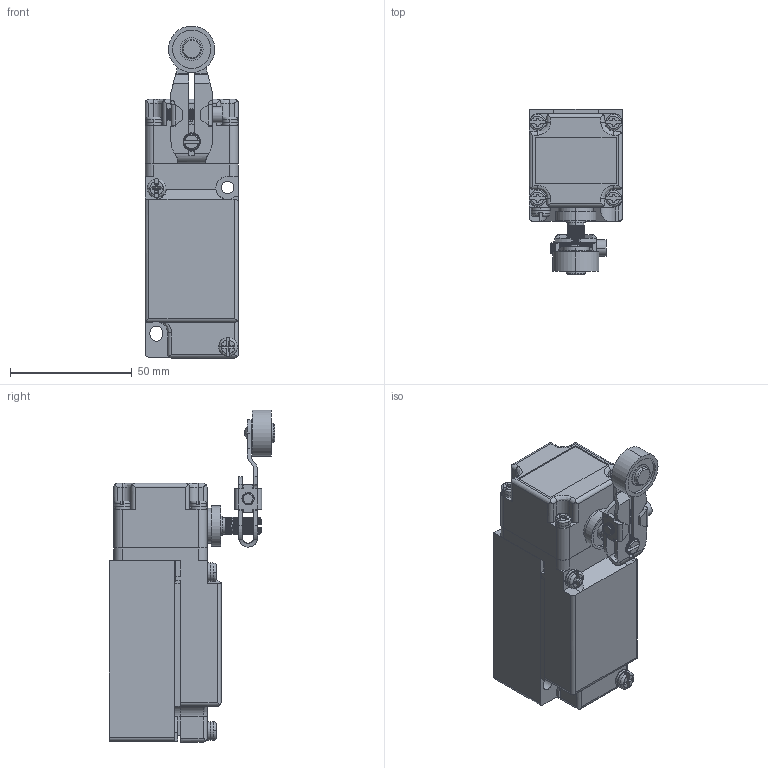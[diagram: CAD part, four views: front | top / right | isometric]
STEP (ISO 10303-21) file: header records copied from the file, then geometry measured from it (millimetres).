
FILE_DESCRIPTION (( 'STEP AP203' ), '1' );
FILE_NAME ('F25ASRL200.STEP', '2016-07-20T13:01:18', ( 'Sam' ), ( 'Spade' ), 'SwSTEP 2.0', 'SolidWorks 2002296', '' );
FILE_SCHEMA (( 'CONFIG_CONTROL_DESIGN' ));
Length unit declared in the file: inch
Products named in the file (18): F25ASRL200; Imported74; Imported70; Imported73; Imported71; Imported72; Imported69; Imported58; Imported61; Imported60; Imported59; Imported65; Imported64; Imported63; Imported62; Imported68; Imported67; Imported66
Assembly tree (17 placements, depth 2):
  F25ASRL200
    Imported61
    Imported59
    Imported68
    Imported66
    Imported71
    Imported72
    Imported64
    Imported69
    Imported73
    Imported63
    Imported67
    Imported70
    Imported65
    Imported74
    Imported62
    Imported58
    Imported60
Bounding box: 38.61 x 68.01 x 136.43 mm (x, y, z)
Volume: 169542.8 mm3; surface area: 47620.4 mm2
Topology: 17 solids, 17 shells, 929 faces, 2350 edges, 1482 vertices
Faces by surface type: plane 513, cylinder 235, cone 148, bspline 33
Entity records: 30801 total; most frequent: CARTESIAN_POINT 6515, ORIENTED_EDGE 4700, DIRECTION 4674, EDGE_CURVE 2350, AXIS2_PLACEMENT_3D 1631, VERTEX_POINT 1482, LINE 1412, VECTOR 1412
